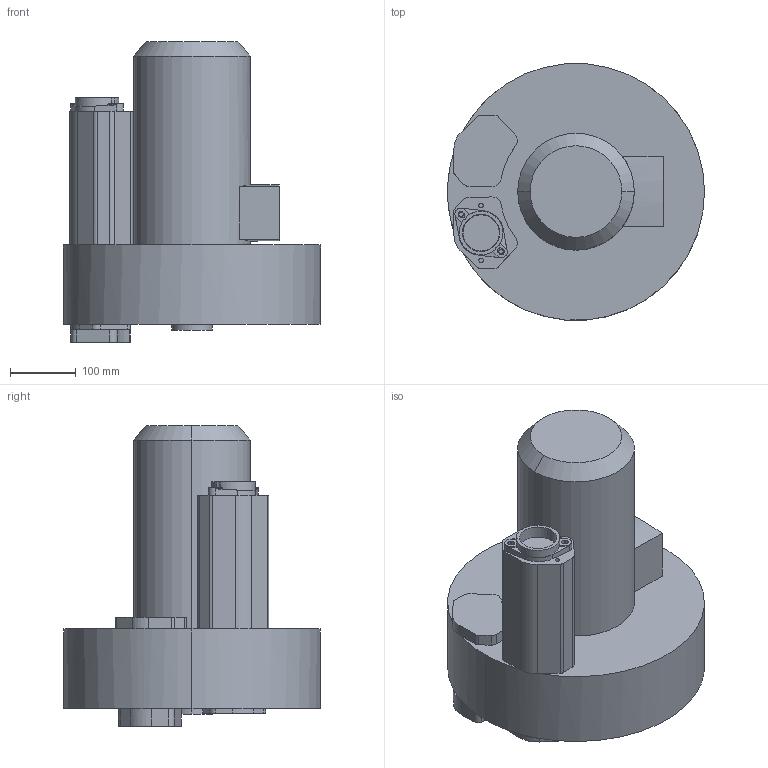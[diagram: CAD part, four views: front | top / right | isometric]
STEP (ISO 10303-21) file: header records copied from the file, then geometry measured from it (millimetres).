
FILE_DESCRIPTION((''),'2;1');
FILE_NAME('2RB710-1BQ16','2026-01-20T',('Administrator'),(''),'PRO/ENGINEER BY PARAMETRIC TECHNOLOGY CORPORATION, 2007090','PRO/ENGINEER BY PARAMETRIC TECHNOLOGY CORPORATION, 2007090','');
FILE_SCHEMA(('AUTOMOTIVE_DESIGN_CC2 { 1 2 10303 214 -1 1 5 2 }'));
Length unit declared in the file: millimetre
Products named in the file (1): 2RB710-1BQ16
Bounding box: 390 x 388.93 x 456.6 mm (x, y, z)
Volume: 24221436.3 mm3; surface area: 680680.1 mm2
Topology: 1 solids, 4 shells, 137 faces, 387 edges, 270 vertices
Faces by surface type: cylinder 68, plane 67, cone 2
Entity records: 4661 total; most frequent: CARTESIAN_POINT 899, DIRECTION 831, ORIENTED_EDGE 774, EDGE_CURVE 387, AXIS2_PLACEMENT_3D 324, VERTEX_POINT 270, CIRCLE 187, VECTOR 183
